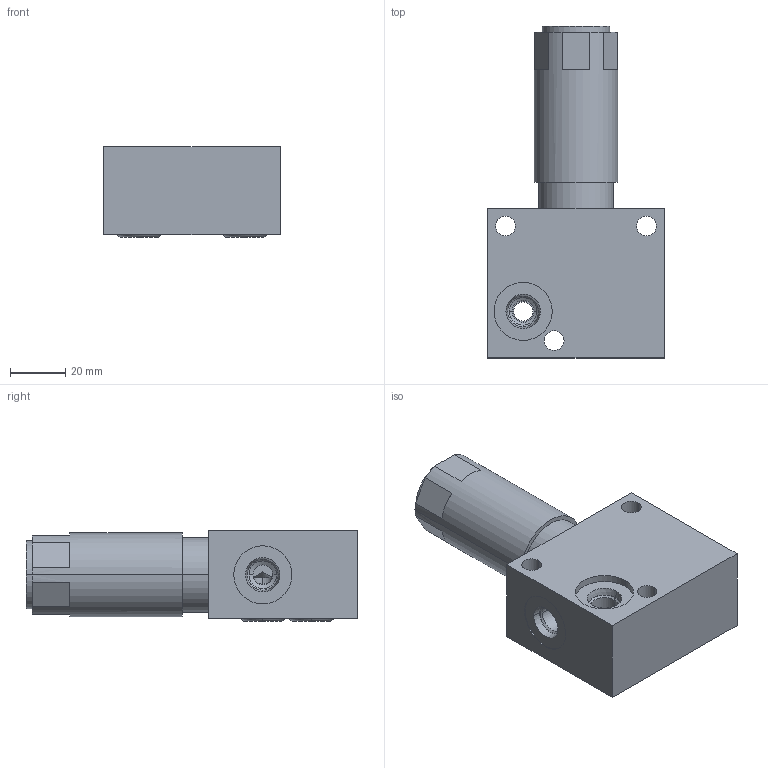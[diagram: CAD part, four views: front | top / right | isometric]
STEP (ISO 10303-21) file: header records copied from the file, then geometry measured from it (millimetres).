
FILE_DESCRIPTION((''),'2;1');
FILE_NAME('ILC70540008','2025-01-30T10:27:33',('Asawyer'),(''),'CREO PARAMETRIC BY PTC INC, 2021164','CREO PARAMETRIC BY PTC INC, 2021164','');
FILE_SCHEMA(('AUTOMOTIVE_DESIGN { 1 0 10303 214 1 1 1 1 }'));
Length unit declared in the file: inch
Products named in the file (1): ILC70540008
Bounding box: 63.5 x 119.63 x 32.61 mm (x, y, z)
Volume: 140350.2 mm3; surface area: 28148.3 mm2
Topology: 1 solids, 6 shells, 120 faces, 288 edges, 182 vertices
Faces by surface type: cylinder 50, plane 39, cone 27, torus 4
Entity records: 3913 total; most frequent: DIRECTION 713, CARTESIAN_POINT 699, ORIENTED_EDGE 554, EDGE_CURVE 287, AXIS2_PLACEMENT_3D 279, VERTEX_POINT 182, VECTOR 152, LINE 152
